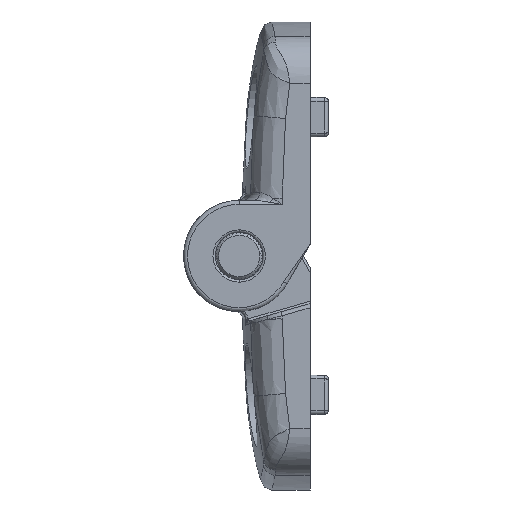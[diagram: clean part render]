
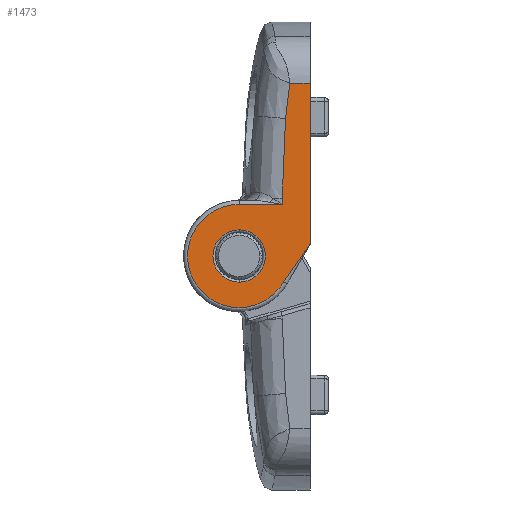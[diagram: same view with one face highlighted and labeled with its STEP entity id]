
A CAD part, left-side view. The second image highlights one B-rep face of the part: STEP entity #1473.
In plain terms, the highlighted planar face has unit normal (-1, 0, 0).
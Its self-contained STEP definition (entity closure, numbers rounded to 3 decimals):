
#1473=ADVANCED_FACE('NONE',(#3235,#3236),#3237,.F.);
#3235=FACE_OUTER_BOUND('',#6727,.T.);
#3236=FACE_BOUND('',#6728,.T.);
#3237=PLANE('',#6729);
#6727=EDGE_LOOP('',(#12954,#12955,#12956,#12957,#12958,#12959,#12960,#12961,#12962));
#6728=EDGE_LOOP('',(#12963,#12964));
#6729=AXIS2_PLACEMENT_3D('',#12965,#12966,#12967);
#12954=ORIENTED_EDGE('',*,*,#16739,.T.);
#12955=ORIENTED_EDGE('',*,*,#16792,.F.);
#12956=ORIENTED_EDGE('',*,*,#16793,.T.);
#12957=ORIENTED_EDGE('',*,*,#16794,.T.);
#12958=ORIENTED_EDGE('',*,*,#16795,.T.);
#12959=ORIENTED_EDGE('',*,*,#16796,.T.);
#12960=ORIENTED_EDGE('',*,*,#16797,.T.);
#12961=ORIENTED_EDGE('',*,*,#16798,.T.);
#12962=ORIENTED_EDGE('',*,*,#16799,.F.);
#12963=ORIENTED_EDGE('',*,*,#16676,.T.);
#12964=ORIENTED_EDGE('',*,*,#16800,.T.);
#12965=CARTESIAN_POINT('',(-24.0,8.5,-10.0));
#12966=DIRECTION('',(1.0,0.,0.));
#12967=DIRECTION('',(0.,1.0,0.));
#16676=EDGE_CURVE('NONE',#19530,#19528,#19531,.T.);
#16739=EDGE_CURVE('NONE',#19643,#19641,#19644,.T.);
#16792=EDGE_CURVE('NONE',#19731,#19641,#19732,.T.);
#16793=EDGE_CURVE('NONE',#19731,#19733,#19734,.T.);
#16794=EDGE_CURVE('NONE',#19733,#19735,#19736,.T.);
#16795=EDGE_CURVE('NONE',#19735,#19737,#19738,.T.);
#16796=EDGE_CURVE('NONE',#19737,#19739,#19740,.T.);
#16797=EDGE_CURVE('NONE',#19739,#19741,#19742,.T.);
#16798=EDGE_CURVE('NONE',#19741,#19743,#19744,.T.);
#16799=EDGE_CURVE('NONE',#19643,#19743,#19745,.T.);
#16800=EDGE_CURVE('NONE',#19528,#19530,#19746,.T.);
#19528=VERTEX_POINT('NONE',#24601);
#19530=VERTEX_POINT('NONE',#24603);
#19531=CIRCLE('',#24604,3.3);
#19641=VERTEX_POINT('NONE',#24864);
#19643=VERTEX_POINT('NONE',#24866);
#19644=LINE('',#24867,#24868);
#19731=VERTEX_POINT('NONE',#25142);
#19732=LINE('',#25143,#25144);
#19733=VERTEX_POINT('NONE',#25145);
#19734=B_SPLINE_CURVE_WITH_KNOTS('',3,(#25146,#25147,#25148,#25149),.UNSPECIFIED.,.F.,.F.,(4,4),(0.005,0.009),.UNSPECIFIED.);
#19735=VERTEX_POINT('NONE',#25150);
#19736=B_SPLINE_CURVE_WITH_KNOTS('',3,(#25151,#25152,#25153,#25154),.UNSPECIFIED.,.F.,.F.,(4,4),(0.0,0.01),.UNSPECIFIED.);
#19737=VERTEX_POINT('NONE',#25155);
#19738=LINE('',#25156,#25157);
#19739=VERTEX_POINT('NONE',#25158);
#19740=LINE('',#25159,#25160);
#19741=VERTEX_POINT('NONE',#25161);
#19742=B_SPLINE_CURVE_WITH_KNOTS('',3,(#25162,#25163,#25164,#25165,#25166,#25167,#25168,#25169,#25170,#25171,#25172,#25173,#25174,#25175,#25176,#25177,#25178,#25179,#25180,#25181,#25182,#25183,#25184,#25185,#25186,#25187,#25188,#25189,#25190,#25191,#25192,#25193,#25194,#25195),.UNSPECIFIED.,.F.,.F.,(4,2,2,2,2,2,2,2,2,2,2,2,2,2,2,2,4),(0.0,0.063,0.125,0.188,0.25,0.313,0.375,0.438,0.5,0.563,0.625,0.688,0.75,0.813,0.875,0.938,1.0),.UNSPECIFIED.);
#19743=VERTEX_POINT('NONE',#25196);
#19744=B_SPLINE_CURVE_WITH_KNOTS('',3,(#25197,#25198,#25199,#25200),.UNSPECIFIED.,.F.,.F.,(4,4),(0.0,1.0),.UNSPECIFIED.);
#19745=B_SPLINE_CURVE_WITH_KNOTS('',3,(#25201,#25202,#25203,#25204),.UNSPECIFIED.,.F.,.F.,(4,4),(0.015,0.015),.UNSPECIFIED.);
#19746=CIRCLE('',#25205,3.3);
#24601=CARTESIAN_POINT('',(-24.0,8.95,3.3));
#24603=CARTESIAN_POINT('',(-24.0,8.95,-3.3));
#24604=AXIS2_PLACEMENT_3D('',#29352,#29353,#29354);
#24864=CARTESIAN_POINT('',(-24.0,0.,21.761));
#24866=CARTESIAN_POINT('',(-24.0,0.,1.455));
#24867=CARTESIAN_POINT('',(-24.0,0.,-1.134));
#24868=VECTOR('',#29429,1000.0);
#25142=CARTESIAN_POINT('',(-24.0,2.571,21.761));
#25143=CARTESIAN_POINT('',(-24.0,16.02,21.761));
#25144=VECTOR('',#29469,1000.0);
#25145=CARTESIAN_POINT('',(-24.0,3.101,17.338));
#25146=CARTESIAN_POINT('',(-24.0,2.571,21.761));
#25147=CARTESIAN_POINT('',(-24.0,2.8,20.295));
#25148=CARTESIAN_POINT('',(-24.0,2.977,18.821));
#25149=CARTESIAN_POINT('',(-24.0,3.101,17.338));
#25150=CARTESIAN_POINT('',(-24.0,3.52,7.3));
#25151=CARTESIAN_POINT('',(-24.0,3.101,17.338));
#25152=CARTESIAN_POINT('',(-24.0,3.38,13.998));
#25153=CARTESIAN_POINT('',(-24.0,3.52,10.652));
#25154=CARTESIAN_POINT('',(-24.0,3.52,7.3));
#25155=CARTESIAN_POINT('',(-24.0,3.52,6.5));
#25156=CARTESIAN_POINT('',(-24.0,3.52,-10.0));
#25157=VECTOR('',#29470,1000.0);
#25158=CARTESIAN_POINT('',(-24.0,8.95,6.5));
#25159=CARTESIAN_POINT('',(-24.0,8.5,6.5));
#25160=VECTOR('',#29471,1000.0);
#25161=CARTESIAN_POINT('',(-24.0,3.321,-3.25));
#25162=CARTESIAN_POINT('',(-24.0,8.95,6.5));
#25163=CARTESIAN_POINT('',(-24.0,9.521,6.5));
#25164=CARTESIAN_POINT('',(-24.0,10.082,6.426));
#25165=CARTESIAN_POINT('',(-24.0,11.183,6.131));
#25166=CARTESIAN_POINT('',(-24.0,11.706,5.914));
#25167=CARTESIAN_POINT('',(-24.0,12.694,5.344));
#25168=CARTESIAN_POINT('',(-24.0,13.143,4.999));
#25169=CARTESIAN_POINT('',(-24.0,13.949,4.193));
#25170=CARTESIAN_POINT('',(-24.0,14.294,3.744));
#25171=CARTESIAN_POINT('',(-24.0,14.864,2.756));
#25172=CARTESIAN_POINT('',(-24.0,15.081,2.233));
#25173=CARTESIAN_POINT('',(-24.0,15.376,1.132));
#25174=CARTESIAN_POINT('',(-24.0,15.45,0.57));
#25175=CARTESIAN_POINT('',(-24.0,15.45,-0.57));
#25176=CARTESIAN_POINT('',(-24.0,15.376,-1.132));
#25177=CARTESIAN_POINT('',(-24.0,15.081,-2.233));
#25178=CARTESIAN_POINT('',(-24.0,14.864,-2.756));
#25179=CARTESIAN_POINT('',(-24.0,14.294,-3.744));
#25180=CARTESIAN_POINT('',(-24.0,13.949,-4.193));
#25181=CARTESIAN_POINT('',(-24.0,13.143,-4.999));
#25182=CARTESIAN_POINT('',(-24.0,12.694,-5.344));
#25183=CARTESIAN_POINT('',(-24.0,11.706,-5.914));
#25184=CARTESIAN_POINT('',(-24.0,11.183,-6.131));
#25185=CARTESIAN_POINT('',(-24.0,10.082,-6.426));
#25186=CARTESIAN_POINT('',(-24.0,9.52,-6.5));
#25187=CARTESIAN_POINT('',(-24.0,8.38,-6.5));
#25188=CARTESIAN_POINT('',(-24.0,7.818,-6.426));
#25189=CARTESIAN_POINT('',(-24.0,6.717,-6.131));
#25190=CARTESIAN_POINT('',(-24.0,6.194,-5.914));
#25191=CARTESIAN_POINT('',(-24.0,5.206,-5.344));
#25192=CARTESIAN_POINT('',(-24.0,4.757,-4.999));
#25193=CARTESIAN_POINT('',(-24.0,3.951,-4.193));
#25194=CARTESIAN_POINT('',(-24.0,3.606,-3.744));
#25195=CARTESIAN_POINT('',(-24.0,3.321,-3.25));
#25196=CARTESIAN_POINT('',(-24.0,0.031,1.448));
#25197=CARTESIAN_POINT('',(-24.0,3.321,-3.25));
#25198=CARTESIAN_POINT('',(-24.0,2.369,-1.601));
#25199=CARTESIAN_POINT('',(-24.0,1.2,-0.076));
#25200=CARTESIAN_POINT('',(-24.0,0.031,1.448));
#25201=CARTESIAN_POINT('',(-24.0,0.,1.455));
#25202=CARTESIAN_POINT('',(-24.0,0.01,1.452));
#25203=CARTESIAN_POINT('',(-24.0,0.021,1.45));
#25204=CARTESIAN_POINT('',(-24.0,0.031,1.448));
#25205=AXIS2_PLACEMENT_3D('',#29472,#29473,#29474);
#29352=CARTESIAN_POINT('',(-24.0,8.95,0.));
#29353=DIRECTION('',(1.0,0.,0.));
#29354=DIRECTION('',(0.,0.,-1.0));
#29429=DIRECTION('',(0.,0.,1.0));
#29469=DIRECTION('',(0.,-1.0,0.));
#29470=DIRECTION('',(0.,0.,-1.0));
#29471=DIRECTION('',(0.,1.0,0.));
#29472=CARTESIAN_POINT('',(-24.0,8.95,0.));
#29473=DIRECTION('',(1.0,0.,0.));
#29474=DIRECTION('',(0.,0.,-1.0));
